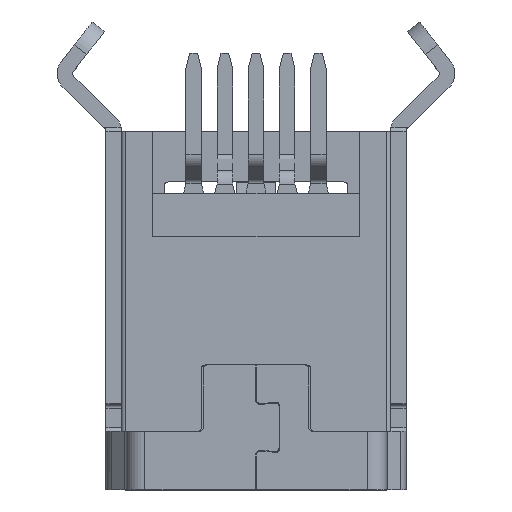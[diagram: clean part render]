
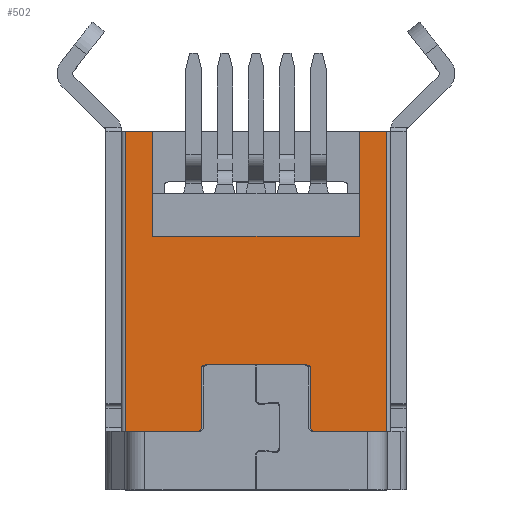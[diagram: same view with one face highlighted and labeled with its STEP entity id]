
A CAD part, top view. The second image highlights one B-rep face of the part: STEP entity #502.
In plain terms, the highlighted planar face has unit normal (0, 0, 1).
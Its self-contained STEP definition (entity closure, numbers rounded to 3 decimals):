
#502=ADVANCED_FACE('',(#1440),#1441,.F.);
#1440=FACE_OUTER_BOUND('',#2607,.T.);
#1441=PLANE('',#2608);
#2607=EDGE_LOOP('',(#6117,#6118,#6119,#6120,#6121,#6122,#6123,#6124,#6125,#6126,#6127,#6128,#6129,#6130,#6131,#6132));
#2608=AXIS2_PLACEMENT_3D('',#6133,#6134,#6135);
#6117=ORIENTED_EDGE('',*,*,#9031,.T.);
#6118=ORIENTED_EDGE('',*,*,#8984,.F.);
#6119=ORIENTED_EDGE('',*,*,#9032,.T.);
#6120=ORIENTED_EDGE('',*,*,#9114,.T.);
#6121=ORIENTED_EDGE('',*,*,#9119,.T.);
#6122=ORIENTED_EDGE('',*,*,#9112,.F.);
#6123=ORIENTED_EDGE('',*,*,#9073,.T.);
#6124=ORIENTED_EDGE('',*,*,#9089,.F.);
#6125=ORIENTED_EDGE('',*,*,#9083,.T.);
#6126=ORIENTED_EDGE('',*,*,#9080,.F.);
#6127=ORIENTED_EDGE('',*,*,#9120,.T.);
#6128=ORIENTED_EDGE('',*,*,#9085,.F.);
#6129=ORIENTED_EDGE('',*,*,#9121,.T.);
#6130=ORIENTED_EDGE('',*,*,#9105,.F.);
#6131=ORIENTED_EDGE('',*,*,#9122,.T.);
#6132=ORIENTED_EDGE('',*,*,#9116,.T.);
#6133=CARTESIAN_POINT('',(3.45,-3.1,1.98));
#6134=DIRECTION('',(0.,0.0,-1.0));
#6135=DIRECTION('',(0.0,-1.0,0.0));
#8984=EDGE_CURVE('',#11244,#11239,#11246,.T.);
#9031=EDGE_CURVE('',#11317,#11239,#11328,.T.);
#9032=EDGE_CURVE('',#11244,#11329,#11330,.T.);
#9073=EDGE_CURVE('',#11396,#11394,#11397,.F.);
#9080=EDGE_CURVE('',#11406,#11408,#11409,.T.);
#9083=EDGE_CURVE('',#11413,#11408,#11414,.T.);
#9085=EDGE_CURVE('',#11416,#11417,#11418,.T.);
#9089=EDGE_CURVE('',#11413,#11394,#11424,.T.);
#9105=EDGE_CURVE('',#11447,#11448,#11449,.T.);
#9112=EDGE_CURVE('',#11396,#11459,#11460,.T.);
#9114=EDGE_CURVE('',#11329,#11462,#11463,.T.);
#9116=EDGE_CURVE('',#11465,#11317,#11466,.T.);
#9119=EDGE_CURVE('',#11462,#11459,#11470,.F.);
#9120=EDGE_CURVE('',#11406,#11417,#11471,.T.);
#9121=EDGE_CURVE('',#11416,#11448,#11472,.F.);
#9122=EDGE_CURVE('',#11447,#11465,#11473,.T.);
#11239=VERTEX_POINT('',#14833);
#11244=VERTEX_POINT('',#14840);
#11246=LINE('',#14843,#14844);
#11317=VERTEX_POINT('',#14955);
#11328=LINE('',#14972,#14973);
#11329=VERTEX_POINT('',#14974);
#11330=LINE('',#14975,#14976);
#11394=VERTEX_POINT('',#15076);
#11396=VERTEX_POINT('',#15079);
#11397=CIRCLE('',#15080,0.1);
#11406=VERTEX_POINT('',#15094);
#11408=VERTEX_POINT('',#15097);
#11409=LINE('',#15098,#15099);
#11413=VERTEX_POINT('',#15104);
#11414=CIRCLE('',#15105,0.1);
#11416=VERTEX_POINT('',#15108);
#11417=VERTEX_POINT('',#15109);
#11418=LINE('',#15110,#15111);
#11424=LINE('',#15120,#15121);
#11447=VERTEX_POINT('',#15157);
#11448=VERTEX_POINT('',#15158);
#11449=LINE('',#15159,#15160);
#11459=VERTEX_POINT('',#15175);
#11460=LINE('',#15176,#15177);
#11462=VERTEX_POINT('',#15179);
#11463=LINE('',#15180,#15181);
#11465=VERTEX_POINT('',#15183);
#11466=LINE('',#15184,#15185);
#11470=LINE('',#15190,#15191);
#11471=CIRCLE('',#15192,0.1);
#11472=CIRCLE('',#15193,0.1);
#11473=LINE('',#15194,#15195);
#14833=CARTESIAN_POINT('',(2.65,1.9,1.98));
#14840=CARTESIAN_POINT('',(-2.65,1.9,1.98));
#14843=CARTESIAN_POINT('',(-2.65,1.9,1.98));
#14844=VECTOR('',#17904,1000.0);
#14955=CARTESIAN_POINT('',(2.65,4.6,1.98));
#14972=CARTESIAN_POINT('',(2.65,-3.1,1.98));
#14973=VECTOR('',#17951,1000.0);
#14974=CARTESIAN_POINT('',(-2.65,4.6,1.98));
#14975=CARTESIAN_POINT('',(-2.65,-3.1,1.98));
#14976=VECTOR('',#17952,1000.0);
#15076=CARTESIAN_POINT('',(-1.4,-3.0,1.98));
#15079=CARTESIAN_POINT('',(-1.5,-3.1,1.98));
#15080=AXIS2_PLACEMENT_3D('',#17999,#18000,#18001);
#15094=CARTESIAN_POINT('',(1.3,-1.4,1.98));
#15097=CARTESIAN_POINT('',(-1.3,-1.4,1.98));
#15098=CARTESIAN_POINT('',(1.4,-1.4,1.98));
#15099=VECTOR('',#18008,1000.0);
#15104=CARTESIAN_POINT('',(-1.4,-1.5,1.98));
#15105=AXIS2_PLACEMENT_3D('',#18013,#18014,#18015);
#15108=CARTESIAN_POINT('',(1.4,-3.0,1.98));
#15109=CARTESIAN_POINT('',(1.4,-1.5,1.98));
#15110=CARTESIAN_POINT('',(1.4,-3.1,1.98));
#15111=VECTOR('',#18017,1000.0);
#15120=CARTESIAN_POINT('',(-1.4,-1.4,1.98));
#15121=VECTOR('',#18021,1000.0);
#15157=CARTESIAN_POINT('',(3.35,-3.1,1.98));
#15158=CARTESIAN_POINT('',(1.5,-3.1,1.98));
#15159=CARTESIAN_POINT('',(3.45,-3.1,1.98));
#15160=VECTOR('',#18041,1000.0);
#15175=CARTESIAN_POINT('',(-3.35,-3.1,1.98));
#15176=CARTESIAN_POINT('',(3.45,-3.1,1.98));
#15177=VECTOR('',#18050,1000.0);
#15179=CARTESIAN_POINT('',(-3.35,4.6,1.98));
#15180=CARTESIAN_POINT('',(3.45,4.6,1.98));
#15181=VECTOR('',#18054,1000.0);
#15183=CARTESIAN_POINT('',(3.35,4.6,1.98));
#15184=CARTESIAN_POINT('',(3.45,4.6,1.98));
#15185=VECTOR('',#18058,1000.0);
#15190=CARTESIAN_POINT('',(-3.35,-3.1,1.98));
#15191=VECTOR('',#18063,1000.0);
#15192=AXIS2_PLACEMENT_3D('',#18064,#18065,#18066);
#15193=AXIS2_PLACEMENT_3D('',#18067,#18068,#18069);
#15194=CARTESIAN_POINT('',(3.35,-3.1,1.98));
#15195=VECTOR('',#18070,1000.0);
#17904=DIRECTION('',(1.0,0.0,0.0));
#17951=DIRECTION('',(0.,-1.0,0.));
#17952=DIRECTION('',(0.,1.0,0.));
#17999=CARTESIAN_POINT('',(-1.5,-3.0,1.98));
#18000=DIRECTION('',(0.,0.0,-1.0));
#18001=DIRECTION('',(-1.0,0.0,0.));
#18008=DIRECTION('',(-1.0,0.0,0.));
#18013=CARTESIAN_POINT('',(-1.3,-1.5,1.98));
#18014=DIRECTION('',(0.,0.0,-1.0));
#18015=DIRECTION('',(-1.0,0.0,0.));
#18017=DIRECTION('',(0.,1.0,0.));
#18021=DIRECTION('',(0.,-1.0,0.));
#18041=DIRECTION('',(-1.0,0.0,0.));
#18050=DIRECTION('',(-1.0,0.0,0.));
#18054=DIRECTION('',(-1.0,0.0,0.));
#18058=DIRECTION('',(-1.0,0.0,0.));
#18063=DIRECTION('',(0.0,1.0,0.0));
#18064=CARTESIAN_POINT('',(1.3,-1.5,1.98));
#18065=DIRECTION('',(0.,0.0,-1.0));
#18066=DIRECTION('',(-1.0,0.0,0.));
#18067=CARTESIAN_POINT('',(1.5,-3.0,1.98));
#18068=DIRECTION('',(0.,0.0,-1.0));
#18069=DIRECTION('',(-1.0,0.0,0.));
#18070=DIRECTION('',(0.0,1.0,0.0));
